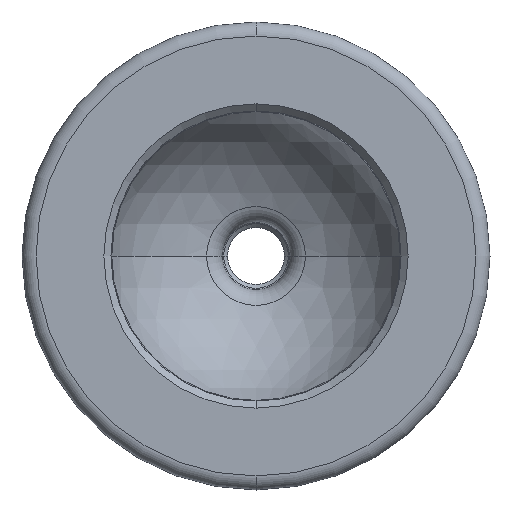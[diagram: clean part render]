
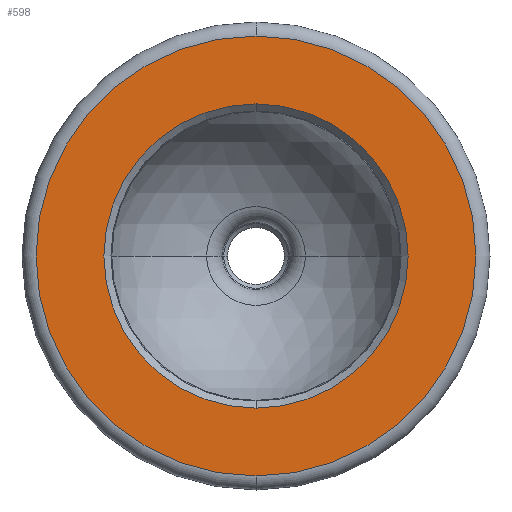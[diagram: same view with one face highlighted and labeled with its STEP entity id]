
A CAD part, front view. The second image highlights one B-rep face of the part: STEP entity #598.
In plain terms, the highlighted planar face has unit normal (0, -1, 0).
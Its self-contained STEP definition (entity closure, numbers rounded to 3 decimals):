
#5 = DIRECTION ( 'NONE',  ( 0., 0., -1. ) ) ;
#13 = FACE_OUTER_BOUND ( 'NONE', #1265, .T. ) ;
#156 = CARTESIAN_POINT ( 'NONE',  ( 0., 0., 47. ) ) ;
#174 = CARTESIAN_POINT ( 'NONE',  ( 0., 0., 0. ) ) ;
#203 = DIRECTION ( 'NONE',  ( 0., 1., 0. ) ) ;
#245 = DIRECTION ( 'NONE',  ( 0., -1., 0. ) ) ;
#274 = AXIS2_PLACEMENT_3D ( 'NONE', #770, #1344, #876 ) ;
#279 = CIRCLE ( 'NONE', #1146, 32.5 ) ;
#284 = CIRCLE ( 'NONE', #274, 32.5 ) ;
#337 = VERTEX_POINT ( 'NONE', #430 ) ;
#359 = CARTESIAN_POINT ( 'NONE',  ( 0., 0., 0. ) ) ;
#372 = AXIS2_PLACEMENT_3D ( 'NONE', #1111, #203, #658 ) ;
#401 = FACE_BOUND ( 'NONE', #852, .T. ) ;
#428 = EDGE_CURVE ( 'NONE', #1357, #469, #828, .T. ) ;
#430 = CARTESIAN_POINT ( 'NONE',  ( 0., 0., 32.5 ) ) ;
#469 = VERTEX_POINT ( 'NONE', #156 ) ;
#520 = ORIENTED_EDGE ( 'NONE', *, *, #1388, .F. ) ;
#562 = AXIS2_PLACEMENT_3D ( 'NONE', #174, #1318, #1176 ) ;
#598 = ADVANCED_FACE ( 'NONE', ( #401, #13 ), #981, .F. ) ;
#613 = AXIS2_PLACEMENT_3D ( 'NONE', #359, #245, #5 ) ;
#633 = EDGE_CURVE ( 'NONE', #337, #1006, #284, .T. ) ;
#658 = DIRECTION ( 'NONE',  ( 0., 0., 1. ) ) ;
#764 = EDGE_CURVE ( 'NONE', #469, #1357, #843, .T. ) ;
#770 = CARTESIAN_POINT ( 'NONE',  ( 0., 0., 0. ) ) ;
#828 = CIRCLE ( 'NONE', #562, 47. ) ;
#829 = ORIENTED_EDGE ( 'NONE', *, *, #428, .T. ) ;
#843 = CIRCLE ( 'NONE', #613, 47. ) ;
#852 = EDGE_LOOP ( 'NONE', ( #520, #1245 ) ) ;
#876 = DIRECTION ( 'NONE',  ( 0., 0., -1. ) ) ;
#921 = CARTESIAN_POINT ( 'NONE',  ( 0., 0., 0. ) ) ;
#936 = CARTESIAN_POINT ( 'NONE',  ( 0., 0., -47. ) ) ;
#981 = PLANE ( 'NONE',  #372 ) ;
#1006 = VERTEX_POINT ( 'NONE', #1308 ) ;
#1042 = DIRECTION ( 'NONE',  ( 0., 0., -1. ) ) ;
#1111 = CARTESIAN_POINT ( 'NONE',  ( -47., 0., 0. ) ) ;
#1146 = AXIS2_PLACEMENT_3D ( 'NONE', #921, #1151, #1042 ) ;
#1151 = DIRECTION ( 'NONE',  ( 0., -1., 0. ) ) ;
#1157 = ORIENTED_EDGE ( 'NONE', *, *, #764, .T. ) ;
#1176 = DIRECTION ( 'NONE',  ( 0., 0., -1. ) ) ;
#1245 = ORIENTED_EDGE ( 'NONE', *, *, #633, .F. ) ;
#1265 = EDGE_LOOP ( 'NONE', ( #829, #1157 ) ) ;
#1308 = CARTESIAN_POINT ( 'NONE',  ( 0., 0., -32.5 ) ) ;
#1318 = DIRECTION ( 'NONE',  ( 0., -1., 0. ) ) ;
#1344 = DIRECTION ( 'NONE',  ( 0., -1., 0. ) ) ;
#1357 = VERTEX_POINT ( 'NONE', #936 ) ;
#1388 = EDGE_CURVE ( 'NONE', #1006, #337, #279, .T. ) ;
